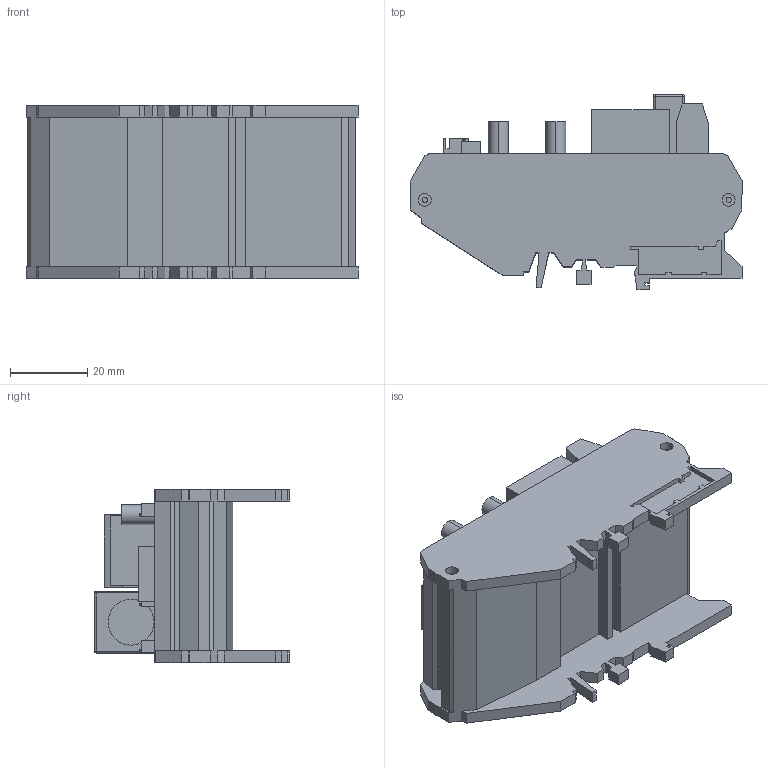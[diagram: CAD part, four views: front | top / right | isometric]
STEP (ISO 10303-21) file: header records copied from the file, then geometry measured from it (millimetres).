
FILE_DESCRIPTION (( 'STEP AP214' ), '1' );
FILE_NAME ('SRCN-C033_3D.STEP', '2022-05-02T18:31:11', ( '' ), ( '' ), 'SwSTEP 2.0', 'SolidWorks 2021', '' );
FILE_SCHEMA (( 'AUTOMOTIVE_DESIGN' ));
Length unit declared in the file: inch
Products named in the file (1): SRCN-C033_3D
Bounding box: 86.12 x 50.59 x 45 mm (x, y, z)
Volume: 38208.3 mm3; surface area: 33955.5 mm2
Topology: 7 solids, 9 shells, 539 faces, 1427 edges, 944 vertices
Faces by surface type: plane 464, cylinder 71, sphere 4
Entity records: 20193 total; most frequent: CARTESIAN_POINT 2907, ORIENTED_EDGE 2846, DIRECTION 2657, EDGE_CURVE 1423, VECTOR 1269, LINE 1269, VERTEX_POINT 944, AXIS2_PLACEMENT_3D 694
